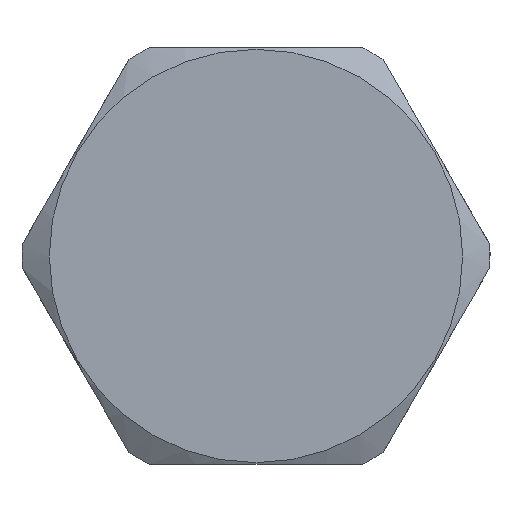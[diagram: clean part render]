
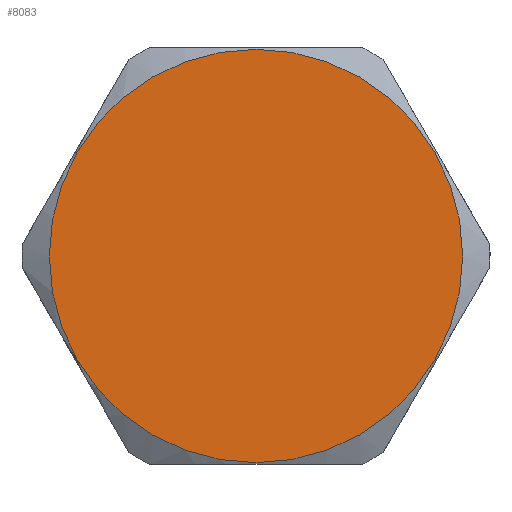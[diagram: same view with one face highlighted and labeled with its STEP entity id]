
A CAD part, left-side view. The second image highlights one B-rep face of the part: STEP entity #8083.
In plain terms, the highlighted planar face has unit normal (-1, 0, 0).
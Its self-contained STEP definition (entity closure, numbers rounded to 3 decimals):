
#358 = EDGE_CURVE ( 'NONE', #1815, #1304, #6899, .T. ) ;
#554 = EDGE_LOOP ( 'NONE', ( #6610, #5778 ) ) ;
#1304 = VERTEX_POINT ( 'NONE', #4369 ) ;
#1815 = VERTEX_POINT ( 'NONE', #4669 ) ;
#2489 = CARTESIAN_POINT ( 'NONE',  ( 0., 0., 0. ) ) ;
#2490 = DIRECTION ( 'NONE',  ( 1., 0., 0. ) ) ;
#2491 = DIRECTION ( 'NONE',  ( 0., 0., -1. ) ) ;
#3099 = CIRCLE ( 'NONE', #8132, 9.45 ) ;
#3470 = AXIS2_PLACEMENT_3D ( 'NONE', #2489, #2490, #2491 ) ;
#3593 = AXIS2_PLACEMENT_3D ( 'NONE', #4882, #4886, #4887 ) ;
#4369 = CARTESIAN_POINT ( 'NONE',  ( 0., 0., -9.45 ) ) ;
#4669 = CARTESIAN_POINT ( 'NONE',  ( 0., 0., 9.45 ) ) ;
#4882 = CARTESIAN_POINT ( 'NONE',  ( 0., 0., 0. ) ) ;
#4884 = PLANE ( 'NONE',  #3593 ) ;
#4886 = DIRECTION ( 'NONE',  ( 1., 0., 0. ) ) ;
#4887 = DIRECTION ( 'NONE',  ( 0., 0., -1. ) ) ;
#5778 = ORIENTED_EDGE ( 'NONE', *, *, #358, .F. ) ;
#6201 = FACE_OUTER_BOUND ( 'NONE', #554, .T. ) ;
#6610 = ORIENTED_EDGE ( 'NONE', *, *, #9025, .F. ) ;
#6899 = CIRCLE ( 'NONE', #3470, 9.45 ) ;
#7954 = CARTESIAN_POINT ( 'NONE',  ( 0., 0., 0. ) ) ;
#7955 = DIRECTION ( 'NONE',  ( 1., 0., 0. ) ) ;
#7956 = DIRECTION ( 'NONE',  ( 0., 0., -1. ) ) ;
#8083 = ADVANCED_FACE ( 'NONE', ( #6201 ), #4884, .F. ) ;
#8132 = AXIS2_PLACEMENT_3D ( 'NONE', #7954, #7955, #7956 ) ;
#9025 = EDGE_CURVE ( 'NONE', #1304, #1815, #3099, .T. ) ;
